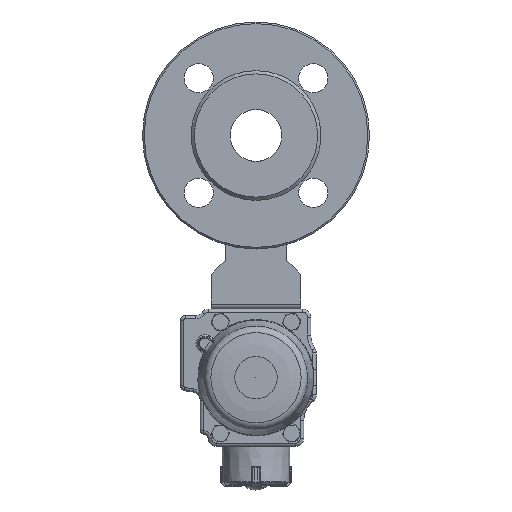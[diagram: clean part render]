
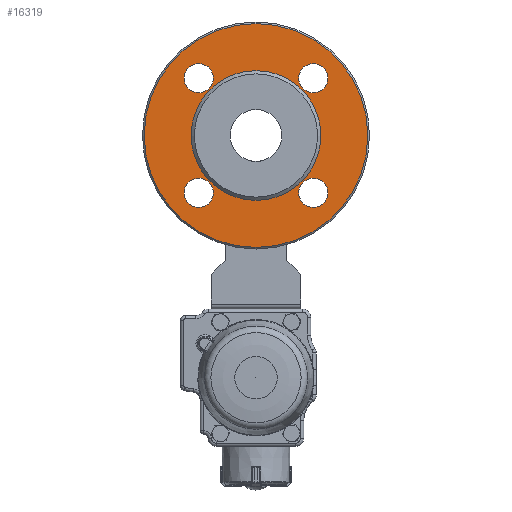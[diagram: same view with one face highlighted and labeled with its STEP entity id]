
A CAD part, front view. The second image highlights one B-rep face of the part: STEP entity #16319.
In plain terms, the highlighted planar face has unit normal (0, -1, 0).
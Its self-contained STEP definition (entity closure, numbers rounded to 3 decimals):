
#2025=CIRCLE('',#20579,69.);
#2026=CIRCLE('',#20580,9.);
#2027=CIRCLE('',#20581,9.);
#2028=CIRCLE('',#20582,9.);
#2029=CIRCLE('',#20583,9.);
#2030=CIRCLE('',#20584,40.);
#5485=ORIENTED_EDGE('',*,*,#8626,.T.);
#5486=ORIENTED_EDGE('',*,*,#8627,.F.);
#5487=ORIENTED_EDGE('',*,*,#8628,.F.);
#5488=ORIENTED_EDGE('',*,*,#8629,.F.);
#5489=ORIENTED_EDGE('',*,*,#8630,.F.);
#5490=ORIENTED_EDGE('',*,*,#8631,.T.);
#8626=EDGE_CURVE('',#10427,#10427,#2025,.T.);
#8627=EDGE_CURVE('',#10428,#10428,#2026,.T.);
#8628=EDGE_CURVE('',#10429,#10429,#2027,.T.);
#8629=EDGE_CURVE('',#10430,#10430,#2028,.T.);
#8630=EDGE_CURVE('',#10431,#10431,#2029,.T.);
#8631=EDGE_CURVE('',#10432,#10432,#2030,.T.);
#10427=VERTEX_POINT('',#33028);
#10428=VERTEX_POINT('',#33030);
#10429=VERTEX_POINT('',#33032);
#10430=VERTEX_POINT('',#33034);
#10431=VERTEX_POINT('',#33036);
#10432=VERTEX_POINT('',#33038);
#13581=EDGE_LOOP('',(#5485));
#13582=EDGE_LOOP('',(#5486));
#13583=EDGE_LOOP('',(#5487));
#13584=EDGE_LOOP('',(#5488));
#13585=EDGE_LOOP('',(#5489));
#13586=EDGE_LOOP('',(#5490));
#14894=FACE_BOUND('',#13581,.T.);
#14895=FACE_BOUND('',#13582,.T.);
#14896=FACE_BOUND('',#13583,.T.);
#14897=FACE_BOUND('',#13584,.T.);
#14898=FACE_BOUND('',#13585,.T.);
#14899=FACE_BOUND('',#13586,.T.);
#15519=PLANE('',#20578);
#16319=ADVANCED_FACE('',(#14894,#14895,#14896,#14897,#14898,#14899),#15519,
 .T.);
#20578=AXIS2_PLACEMENT_3D('',#33026,#24629,#24630);
#20579=AXIS2_PLACEMENT_3D('',#33027,#24631,#24632);
#20580=AXIS2_PLACEMENT_3D('',#33029,#24633,#24634);
#20581=AXIS2_PLACEMENT_3D('',#33031,#24635,#24636);
#20582=AXIS2_PLACEMENT_3D('',#33033,#24637,#24638);
#20583=AXIS2_PLACEMENT_3D('',#33035,#24639,#24640);
#20584=AXIS2_PLACEMENT_3D('',#33037,#24641,#24642);
#24629=DIRECTION('',(0.,-1.,0.));
#24630=DIRECTION('',(0.,0.,-1.));
#24631=DIRECTION('',(0.,-1.,0.));
#24632=DIRECTION('',(0.,0.,-1.));
#24633=DIRECTION('',(0.,-1.,0.));
#24634=DIRECTION('',(-1.,0.,0.));
#24635=DIRECTION('',(0.,-1.,0.));
#24636=DIRECTION('',(-1.,0.,0.));
#24637=DIRECTION('',(0.,-1.,0.));
#24638=DIRECTION('',(-1.,0.,0.));
#24639=DIRECTION('',(0.,-1.,0.));
#24640=DIRECTION('',(-1.,0.,0.));
#24641=DIRECTION('',(0.,1.,0.));
#24642=DIRECTION('',(1.,0.,0.));
#33026=CARTESIAN_POINT('',(0.,-63.,0.));
#33027=CARTESIAN_POINT('',(0.,-63.,0.));
#33028=CARTESIAN_POINT('',(0.,-63.,-69.));
#33029=CARTESIAN_POINT('',(35.355,-63.,35.355));
#33030=CARTESIAN_POINT('',(26.355,-63.,35.355));
#33031=CARTESIAN_POINT('',(-35.355,-63.,35.355));
#33032=CARTESIAN_POINT('',(-44.355,-63.,35.355));
#33033=CARTESIAN_POINT('',(-35.355,-63.,-35.355));
#33034=CARTESIAN_POINT('',(-44.355,-63.,-35.355));
#33035=CARTESIAN_POINT('',(35.355,-63.,-35.355));
#33036=CARTESIAN_POINT('',(26.355,-63.,-35.355));
#33037=CARTESIAN_POINT('',(0.,-63.,0.));
#33038=CARTESIAN_POINT('',(40.,-63.,0.));
